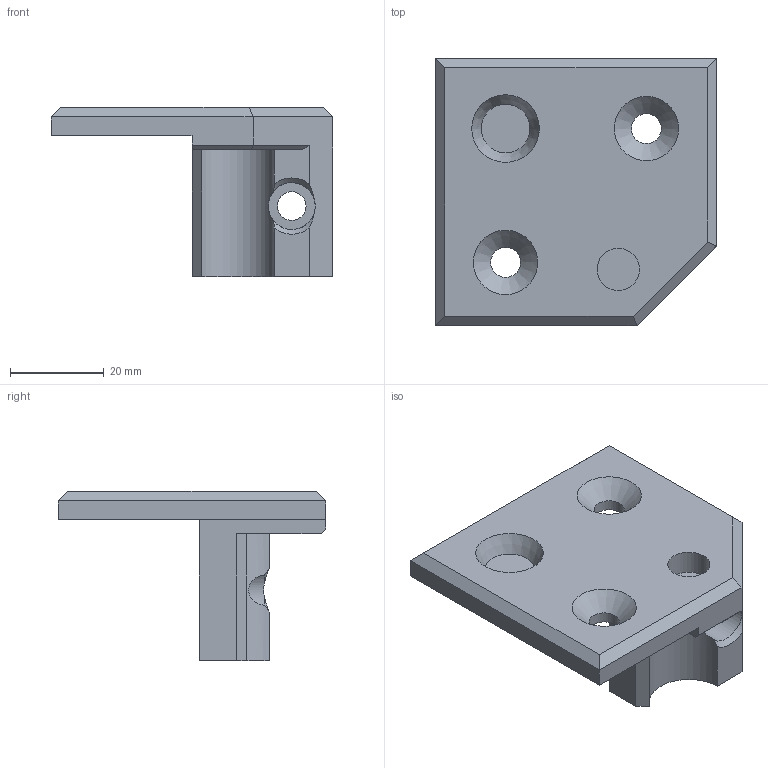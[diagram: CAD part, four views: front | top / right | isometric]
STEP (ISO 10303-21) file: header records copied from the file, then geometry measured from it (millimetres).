
FILE_DESCRIPTION(/* description */ ('STEP AP214'),/* implementation_level */ '2;1');
FILE_NAME(/* name */ '603a473583511015a261f026',/* time_stamp */ '2021-02-27T13:20:54+00:00',/* author */ (''),/* organization */ (''),/* preprocessor_version */ 'ST-DEVELOPER v18.1',/* originating_system */ ' ',/* authorisation */ ' ');
FILE_SCHEMA (('AUTOMOTIVE_DESIGN {1 0 10303 214 3 1 1}'));
Length unit declared in the file: metre
Products named in the file (1): xy_idler_right
Bounding box: 60 x 57 x 36 mm (x, y, z)
Volume: 27179.7 mm3; surface area: 10923.9 mm2
Topology: 1 solids, 1 shells, 58 faces, 146 edges, 95 vertices
Faces by surface type: plane 37, bspline 9, cylinder 7, cone 5
Full cylindrical faces by diameter (mm): 5.1 x1, 6.1 x1, 6.4 x2, 9 x1, 10 x1
Entity records: 1743 total; most frequent: CARTESIAN_POINT 408, ORIENTED_EDGE 270, DIRECTION 234, EDGE_CURVE 135, VERTEX_POINT 93, LINE 90, VECTOR 90, EDGE_LOOP 78
